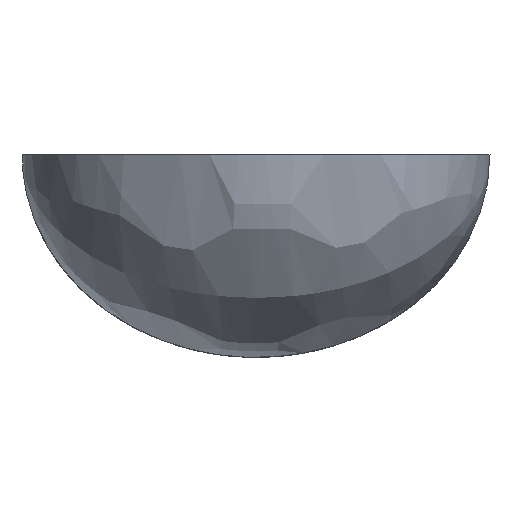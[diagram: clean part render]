
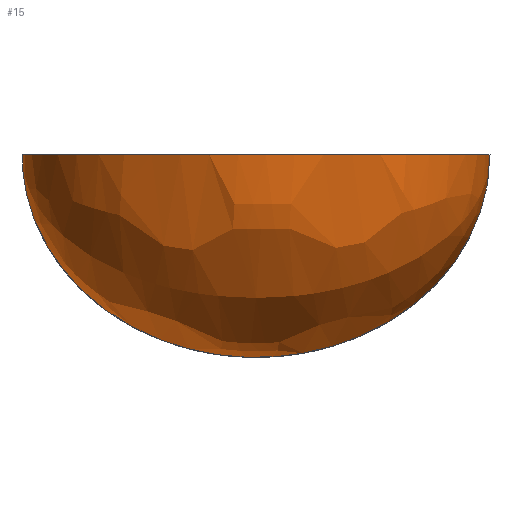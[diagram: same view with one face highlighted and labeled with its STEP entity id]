
A CAD part, front view. The second image highlights one B-rep face of the part: STEP entity #15.
In plain terms, the highlighted free-form (B-spline) face has degree [2, 2] with [5, 3] control points.
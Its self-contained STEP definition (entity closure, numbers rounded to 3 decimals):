
#15=ADVANCED_FACE('',(#36),#237,.T.);
#36=FACE_OUTER_BOUND('',#52,.T.);
#52=EDGE_LOOP('',(#77,#78));
#77=ORIENTED_EDGE('',*,*,#140,.F.);
#78=ORIENTED_EDGE('',*,*,#141,.F.);
#140=EDGE_CURVE('',#205,#206,#171,.T.);
#141=EDGE_CURVE('',#206,#205,#172,.T.);
#171=(
BOUNDED_CURVE()
B_SPLINE_CURVE(2,(#448,#449,#450,#451,#452),.UNSPECIFIED.,.F.,.F.)
B_SPLINE_CURVE_WITH_KNOTS((3,2,3),(-47.124,-23.562,
0.),.UNSPECIFIED.)
CURVE()
GEOMETRIC_REPRESENTATION_ITEM()
RATIONAL_B_SPLINE_CURVE((1.,0.707,1.,0.707,1.))
REPRESENTATION_ITEM('')
);
#172=(
BOUNDED_CURVE()
B_SPLINE_CURVE(2,(#453,#454,#455,#456,#457),.UNSPECIFIED.,.F.,.F.)
B_SPLINE_CURVE_WITH_KNOTS((3,2,3),(77.124,100.686,124.248),
 .UNSPECIFIED.)
CURVE()
GEOMETRIC_REPRESENTATION_ITEM()
RATIONAL_B_SPLINE_CURVE((1.,0.707,1.,0.707,1.))
REPRESENTATION_ITEM('')
);
#205=VERTEX_POINT('',#419);
#206=VERTEX_POINT('',#420);
#237=(
BOUNDED_SURFACE()
B_SPLINE_SURFACE(2,2,((#366,#367,#368),(#369,#370,#371),(#372,#373,#374),
(#375,#376,#377),(#378,#379,#380)),.UNSPECIFIED.,.F.,.F.,.F.)
B_SPLINE_SURFACE_WITH_KNOTS((3,2,3),(3,3),(77.124,100.686,
124.248),(0.,20.42),.UNSPECIFIED.)
GEOMETRIC_REPRESENTATION_ITEM()
RATIONAL_B_SPLINE_SURFACE(((1.,0.707,1.),(0.707,
0.5,0.707),(1.,0.707,1.),(0.707,0.5,
0.707),(1.,0.707,1.)))
REPRESENTATION_ITEM('')
SURFACE()
);
#366=CARTESIAN_POINT('',(165.,-60.,0.));
#367=CARTESIAN_POINT('',(165.,-60.,0.));
#368=CARTESIAN_POINT('',(165.,-60.,0.));
#369=CARTESIAN_POINT('',(165.,-60.,-13.));
#370=CARTESIAN_POINT('',(165.,-73.,-13.));
#371=CARTESIAN_POINT('',(165.,-73.,0.));
#372=CARTESIAN_POINT('',(180.,-60.,-13.));
#373=CARTESIAN_POINT('',(180.,-73.,-13.));
#374=CARTESIAN_POINT('',(180.,-73.,0.));
#375=CARTESIAN_POINT('',(195.,-60.,-13.));
#376=CARTESIAN_POINT('',(195.,-73.,-13.));
#377=CARTESIAN_POINT('',(195.,-73.,0.));
#378=CARTESIAN_POINT('',(195.,-60.,0.));
#379=CARTESIAN_POINT('',(195.,-60.,0.));
#380=CARTESIAN_POINT('',(195.,-60.,0.));
#419=CARTESIAN_POINT('',(195.,-60.,0.));
#420=CARTESIAN_POINT('',(165.,-60.,0.));
#448=CARTESIAN_POINT('',(195.,-60.,0.));
#449=CARTESIAN_POINT('',(195.,-60.,-13.));
#450=CARTESIAN_POINT('',(180.,-60.,-13.));
#451=CARTESIAN_POINT('',(165.,-60.,-13.));
#452=CARTESIAN_POINT('',(165.,-60.,0.));
#453=CARTESIAN_POINT('',(165.,-60.,0.));
#454=CARTESIAN_POINT('',(165.,-73.,0.));
#455=CARTESIAN_POINT('',(180.,-73.,0.));
#456=CARTESIAN_POINT('',(195.,-73.,0.));
#457=CARTESIAN_POINT('',(195.,-60.,0.));
